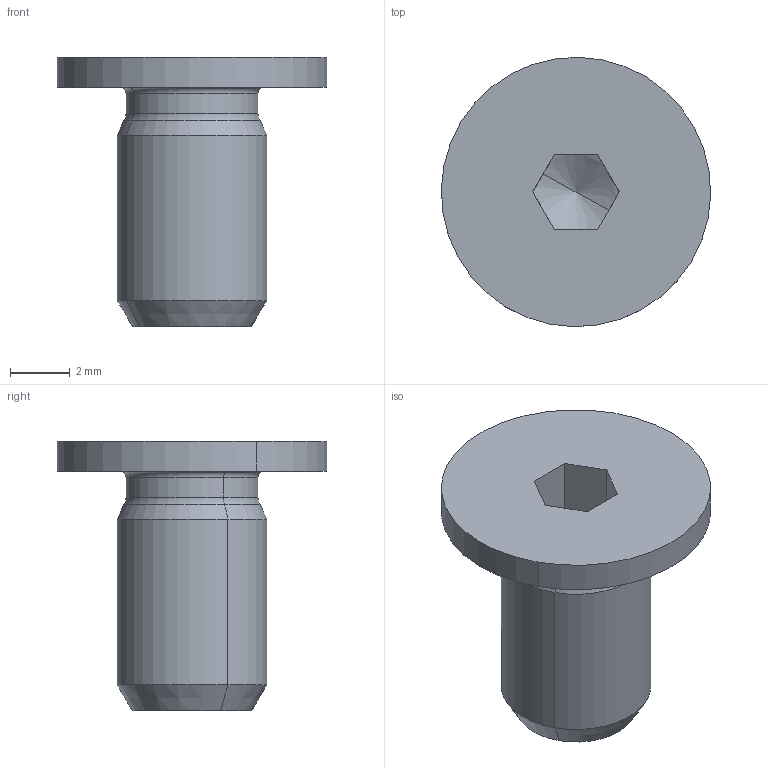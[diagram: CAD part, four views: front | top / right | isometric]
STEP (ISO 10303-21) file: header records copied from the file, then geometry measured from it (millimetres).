
FILE_DESCRIPTION(('CATIA V5R22 STEP214','CAx-IF Rec.Pracs.--- Model Styling and Organization---1.4--- 2014-01-23'),'2;1');
FILE_NAME ('001725-3_0', '2021-06-22T06:11:35+00:00', ('Weidmueller Interface'), ('Weidmueller'), 'CATIA Version 5-6 Release 2016 SP3 HF44', 'CATIA V5 STEP AP214', 'none');
FILE_SCHEMA(('AUTOMOTIVE_DESIGN { 1 0 10303 214 1 1 1 1 }'));
Length unit declared in the file: millimetre
Products named in the file (1): 0295900000
Bounding box: 9 x 9 x 9 mm (x, y, z)
Volume: 196.8 mm3; surface area: 299.5 mm2
Topology: 1 solids, 1 shells, 25 faces, 56 edges, 33 vertices
Faces by surface type: plane 9, cylinder 6, cone 4, torus 4, sphere 2
Entity records: 700 total; most frequent: CARTESIAN_POINT 172, ORIENTED_EDGE 108, DIRECTION 82, EDGE_CURVE 54, AXIS2_PLACEMENT_3D 43, VERTEX_POINT 33, EDGE_LOOP 27, ADVANCED_FACE 25
